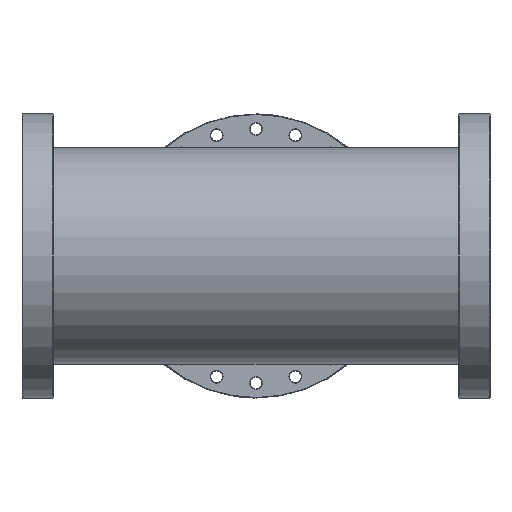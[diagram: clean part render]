
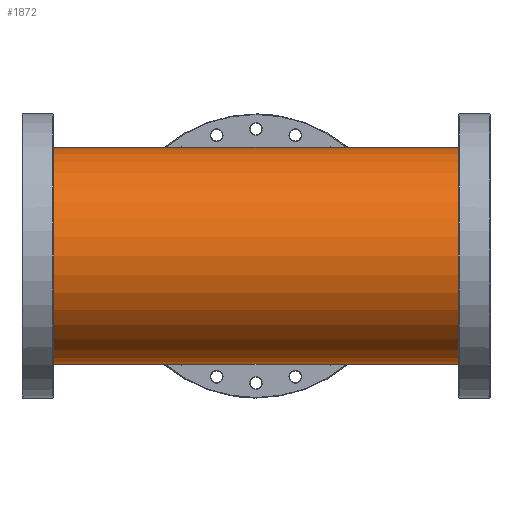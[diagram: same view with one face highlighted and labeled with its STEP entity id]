
A CAD part, front view. The second image highlights one B-rep face of the part: STEP entity #1872.
In plain terms, the highlighted cylindrical face has radius 77 mm (diameter 154 mm), a partial arc.
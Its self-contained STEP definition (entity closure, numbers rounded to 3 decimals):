
#13 = DIRECTION ( 'NONE',  ( 1., 0., 0. ) ) ;
#425 = ORIENTED_EDGE ( 'NONE', *, *, #3925, .F. ) ;
#464 = AXIS2_PLACEMENT_3D ( 'NONE', #1612, #1297, #8200 ) ;
#528 = EDGE_CURVE ( 'NONE', #5178, #4435, #3122, .T. ) ;
#593 = ORIENTED_EDGE ( 'NONE', *, *, #873, .T. ) ;
#791 = AXIS2_PLACEMENT_3D ( 'NONE', #4858, #1440, #8776 ) ;
#852 = CARTESIAN_POINT ( 'NONE',  ( 0., 0., 77. ) ) ;
#873 = EDGE_CURVE ( 'NONE', #2522, #4196, #6407, .T. ) ;
#910 = VECTOR ( 'NONE', #3467, 1000. ) ;
#1083 = DIRECTION ( 'NONE',  ( -1., 0., 0. ) ) ;
#1297 = DIRECTION ( 'NONE',  ( 1., 0., 0. ) ) ;
#1440 = DIRECTION ( 'NONE',  ( -1., 0., 0. ) ) ;
#1612 = CARTESIAN_POINT ( 'NONE',  ( 154., 0., 0. ) ) ;
#1811 = ORIENTED_EDGE ( 'NONE', *, *, #3618, .F. ) ;
#1872 = ADVANCED_FACE ( 'NONE', ( #3080 ), #2847, .T. ) ;
#1924 = DIRECTION ( 'NONE',  ( 0., 0., -1. ) ) ;
#1975 = EDGE_CURVE ( 'NONE', #9309, #4435, #6013, .T. ) ;
#2133 = CARTESIAN_POINT ( 'NONE',  ( 154., 0., -77. ) ) ;
#2200 = CARTESIAN_POINT ( 'NONE',  ( -154., 0., -77. ) ) ;
#2445 = DIRECTION ( 'NONE',  ( -1., 0., 0. ) ) ;
#2522 = VERTEX_POINT ( 'NONE', #3707 ) ;
#2692 = DIRECTION ( 'NONE',  ( -1., 0., 0. ) ) ;
#2711 = LINE ( 'NONE', #2742, #4877 ) ;
#2742 = CARTESIAN_POINT ( 'NONE',  ( 154., 0., -77. ) ) ;
#2825 = LINE ( 'NONE', #5617, #910 ) ;
#2847 = CYLINDRICAL_SURFACE ( 'NONE', #791, 77. ) ;
#3080 = FACE_OUTER_BOUND ( 'NONE', #3560, .T. ) ;
#3122 = LINE ( 'NONE', #6236, #8450 ) ;
#3431 = EDGE_CURVE ( 'NONE', #4196, #9309, #2825, .T. ) ;
#3467 = DIRECTION ( 'NONE',  ( -1., 0., 0. ) ) ;
#3560 = EDGE_LOOP ( 'NONE', ( #1811, #425, #593, #3977, #3662, #6474 ) ) ;
#3618 = EDGE_CURVE ( 'NONE', #6755, #5178, #2711, .T. ) ;
#3662 = ORIENTED_EDGE ( 'NONE', *, *, #1975, .T. ) ;
#3707 = CARTESIAN_POINT ( 'NONE',  ( 154., 0., 77. ) ) ;
#3807 = VECTOR ( 'NONE', #1083, 1000. ) ;
#3925 = EDGE_CURVE ( 'NONE', #2522, #6755, #7464, .T. ) ;
#3977 = ORIENTED_EDGE ( 'NONE', *, *, #3431, .T. ) ;
#4196 = VERTEX_POINT ( 'NONE', #852 ) ;
#4435 = VERTEX_POINT ( 'NONE', #2200 ) ;
#4858 = CARTESIAN_POINT ( 'NONE',  ( 154., 0., 0. ) ) ;
#4877 = VECTOR ( 'NONE', #2692, 1000. ) ;
#5027 = CARTESIAN_POINT ( 'NONE',  ( 154., 0., 77. ) ) ;
#5178 = VERTEX_POINT ( 'NONE', #7569 ) ;
#5617 = CARTESIAN_POINT ( 'NONE',  ( 154., 0., 77. ) ) ;
#5813 = AXIS2_PLACEMENT_3D ( 'NONE', #6120, #13, #1924 ) ;
#6013 = CIRCLE ( 'NONE', #5813, 77. ) ;
#6120 = CARTESIAN_POINT ( 'NONE',  ( -154., 0., 0. ) ) ;
#6236 = CARTESIAN_POINT ( 'NONE',  ( 154., 0., -77. ) ) ;
#6407 = LINE ( 'NONE', #5027, #3807 ) ;
#6474 = ORIENTED_EDGE ( 'NONE', *, *, #528, .F. ) ;
#6755 = VERTEX_POINT ( 'NONE', #2133 ) ;
#7464 = CIRCLE ( 'NONE', #464, 77. ) ;
#7569 = CARTESIAN_POINT ( 'NONE',  ( 0., 0., -77. ) ) ;
#7981 = CARTESIAN_POINT ( 'NONE',  ( -154., 0., 77. ) ) ;
#8200 = DIRECTION ( 'NONE',  ( 0., 0., -1. ) ) ;
#8450 = VECTOR ( 'NONE', #2445, 1000. ) ;
#8776 = DIRECTION ( 'NONE',  ( 0., 0., 1. ) ) ;
#9309 = VERTEX_POINT ( 'NONE', #7981 ) ;
